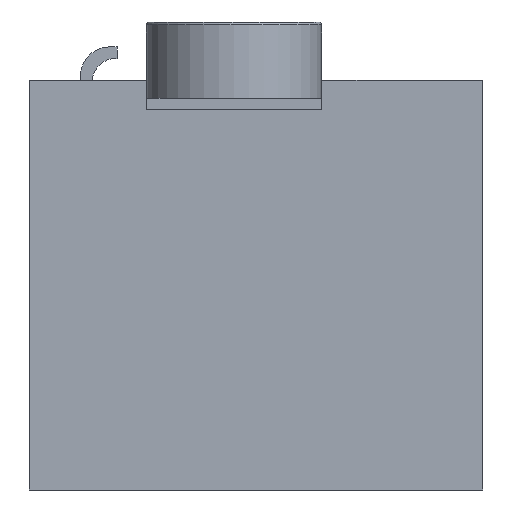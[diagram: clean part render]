
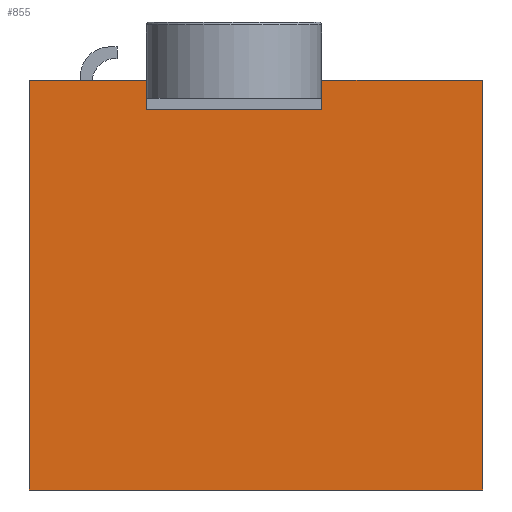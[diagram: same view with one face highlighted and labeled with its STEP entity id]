
A CAD part, left-side view. The second image highlights one B-rep face of the part: STEP entity #855.
In plain terms, the highlighted planar face has unit normal (-1, 0, 0).
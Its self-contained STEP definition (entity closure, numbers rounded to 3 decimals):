
#152=ORIENTED_EDGE('',*,*,#305,.F.);
#153=ORIENTED_EDGE('',*,*,#342,.F.);
#154=ORIENTED_EDGE('',*,*,#363,.F.);
#155=ORIENTED_EDGE('',*,*,#332,.F.);
#156=ORIENTED_EDGE('',*,*,#326,.F.);
#157=ORIENTED_EDGE('',*,*,#319,.F.);
#158=ORIENTED_EDGE('',*,*,#358,.F.);
#159=ORIENTED_EDGE('',*,*,#312,.F.);
#305=EDGE_CURVE('',#424,#425,#507,.T.);
#312=EDGE_CURVE('',#425,#431,#514,.T.);
#319=EDGE_CURVE('',#436,#437,#521,.T.);
#326=EDGE_CURVE('',#437,#443,#528,.T.);
#332=EDGE_CURVE('',#443,#447,#534,.T.);
#342=EDGE_CURVE('',#453,#424,#544,.T.);
#358=EDGE_CURVE('',#431,#436,#554,.T.);
#363=EDGE_CURVE('',#447,#453,#558,.T.);
#424=VERTEX_POINT('',#1236);
#425=VERTEX_POINT('',#1238);
#431=VERTEX_POINT('',#1253);
#436=VERTEX_POINT('',#1266);
#437=VERTEX_POINT('',#1268);
#443=VERTEX_POINT('',#1283);
#447=VERTEX_POINT('',#1295);
#453=VERTEX_POINT('',#1311);
#507=LINE('',#1237,#597);
#514=LINE('',#1252,#604);
#521=LINE('',#1267,#611);
#528=LINE('',#1282,#618);
#534=LINE('',#1294,#624);
#544=LINE('',#1312,#634);
#554=LINE('',#1342,#644);
#558=LINE('',#1349,#648);
#597=VECTOR('',#988,1000.);
#604=VECTOR('',#999,1000.);
#611=VECTOR('',#1010,1000.);
#618=VECTOR('',#1021,1000.);
#624=VECTOR('',#1031,1000.);
#634=VECTOR('',#1043,1000.);
#644=VECTOR('',#1067,1000.);
#648=VECTOR('',#1075,1000.);
#702=EDGE_LOOP('',(#152,#153,#154,#155,#156,#157,#158,#159));
#764=FACE_BOUND('',#702,.T.);
#822=PLANE('',#925);
#855=ADVANCED_FACE('',(#764),#822,.F.);
#925=AXIS2_PLACEMENT_3D('',#1354,#1081,#1082);
#988=DIRECTION('',(0.,-1.,0.));
#999=DIRECTION('',(0.,0.,-1.));
#1010=DIRECTION('',(0.,0.,1.));
#1021=DIRECTION('',(0.,-1.,0.));
#1031=DIRECTION('',(0.,0.,-1.));
#1043=DIRECTION('',(0.,0.,1.));
#1067=DIRECTION('',(0.,-1.,0.));
#1075=DIRECTION('',(0.,1.,0.));
#1081=DIRECTION('',(1.,0.,0.));
#1082=DIRECTION('',(0.,0.,-1.));
#1236=CARTESIAN_POINT('',(-17.,15.5,7.));
#1237=CARTESIAN_POINT('',(-17.,15.5,7.));
#1238=CARTESIAN_POINT('',(-17.,11.5,7.));
#1252=CARTESIAN_POINT('',(-17.,11.5,7.));
#1253=CARTESIAN_POINT('',(-17.,11.5,6.));
#1266=CARTESIAN_POINT('',(-17.,5.5,6.));
#1267=CARTESIAN_POINT('',(-17.,5.5,6.));
#1268=CARTESIAN_POINT('',(-17.,5.5,7.));
#1282=CARTESIAN_POINT('',(-17.,5.5,7.));
#1283=CARTESIAN_POINT('',(-17.,0.,7.));
#1294=CARTESIAN_POINT('',(-17.,0.,7.));
#1295=CARTESIAN_POINT('',(-17.,0.,-7.));
#1311=CARTESIAN_POINT('',(-17.,15.5,-7.));
#1312=CARTESIAN_POINT('',(-17.,15.5,-7.));
#1342=CARTESIAN_POINT('',(-17.,11.5,6.));
#1349=CARTESIAN_POINT('',(-17.,0.,-7.));
#1354=CARTESIAN_POINT('',(-17.,0.,0.));
